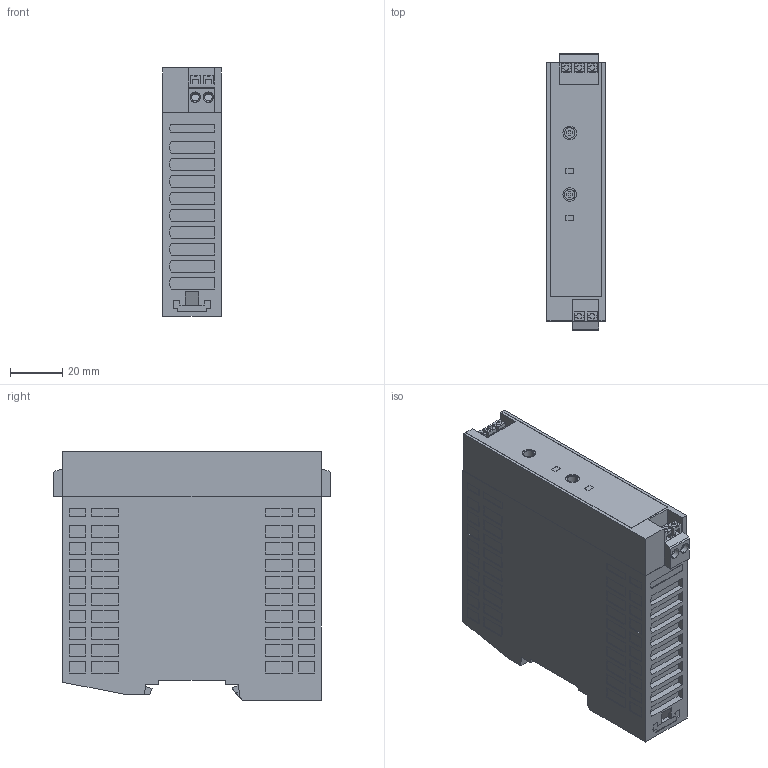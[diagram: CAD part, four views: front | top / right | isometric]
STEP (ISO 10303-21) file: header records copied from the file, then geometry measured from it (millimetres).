
FILE_DESCRIPTION(('Creo Elements/Direct Modeling STEP Export'),'2;1');
FILE_NAME('model.stp','2020-04-14T10:09:28',(''),(''),'Creo Elements/Direct Modeling STEP processor for AP214 (Solid Model)','Creo Elements/Direct Modeling 20.1A 29-Sep-2018 (C) Parametric Technology GmbH','');
FILE_SCHEMA(('AUTOMOTIVE_DESIGN { 1 0 10303 214 1 1 1 1 }'));
Length unit declared in the file: millimetre
Products named in the file (2): QUINT4_PS_1AC_24DC_1.3_PT-select
Assembly tree (1 placements, depth 2):
  QUINT4_PS_1AC_24DC_1.3_PT-select
    QUINT4_PS_1AC_24DC_1.3_PT-select
Bounding box: 22.5 x 106 x 95 mm (x, y, z)
Volume: 198185.9 mm3; surface area: 30509.5 mm2
Topology: 1 solids, 1 shells, 716 faces, 1812 edges, 1192 vertices
Faces by surface type: plane 663, cylinder 28, cone 25
Entity records: 26692 total; most frequent: CARTESIAN_POINT 3809, ORIENTED_EDGE 3624, DIRECTION 3210, EDGE_CURVE 1812, VECTOR 1688, LINE 1688, VERTEX_POINT 1192, EDGE_LOOP 820
